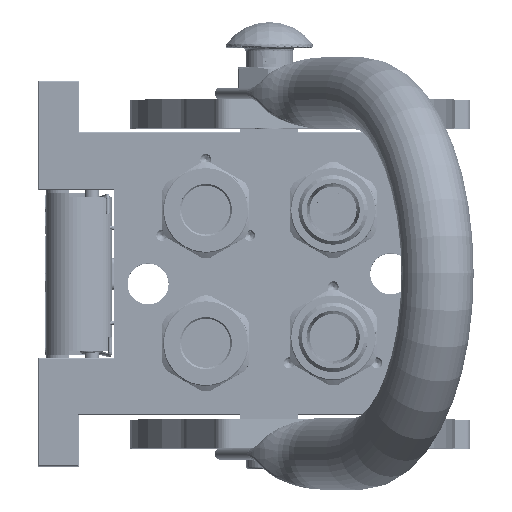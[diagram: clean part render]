
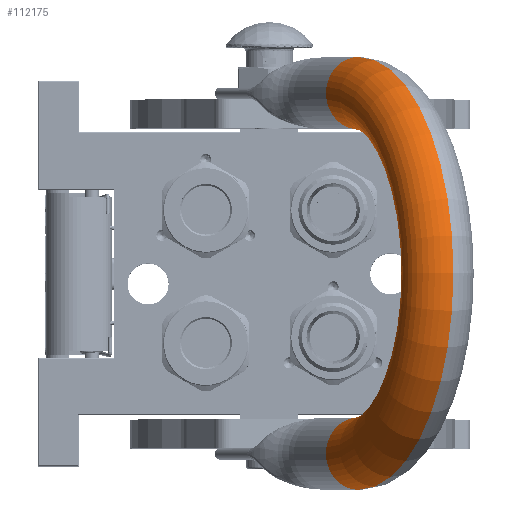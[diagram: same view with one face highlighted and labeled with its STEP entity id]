
A CAD part, top view. The second image highlights one B-rep face of the part: STEP entity #112175.
In plain terms, the highlighted toroidal (fillet/blend) face has major radius 62.25 mm and minor radius 12.5 mm.
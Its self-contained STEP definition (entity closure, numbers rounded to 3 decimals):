
#1367 = CARTESIAN_POINT ( 'NONE',  ( 74.75, 0., 25.25 ) ) ;
#13688 = CARTESIAN_POINT ( 'NONE',  ( 62.25, 0., 25.25 ) ) ;
#17685 = DIRECTION ( 'NONE',  ( -1., 0., 0. ) ) ;
#18880 = CIRCLE ( 'NONE', #110899, 74.75 ) ;
#18953 = DIRECTION ( 'NONE',  ( -1., 0., 0. ) ) ;
#20859 = CARTESIAN_POINT ( 'NONE',  ( 0., 0., 25.25 ) ) ;
#22662 = ORIENTED_EDGE ( 'NONE', *, *, #44920, .T. ) ;
#28209 = DIRECTION ( 'NONE',  ( 0., 0., 1. ) ) ;
#28679 = CARTESIAN_POINT ( 'NONE',  ( -62.25, 0., 25.25 ) ) ;
#35634 = AXIS2_PLACEMENT_3D ( 'NONE', #36023, #112323, #91204 ) ;
#36023 = CARTESIAN_POINT ( 'NONE',  ( 0., 0., 25.25 ) ) ;
#40036 = AXIS2_PLACEMENT_3D ( 'NONE', #28679, #28209, #17685 ) ;
#40465 = DIRECTION ( 'NONE',  ( 0., 1., 0. ) ) ;
#42982 = DIRECTION ( 'NONE',  ( -1., 0., 0. ) ) ;
#44199 = CIRCLE ( 'NONE', #56815, 12.5 ) ;
#44920 = EDGE_CURVE ( 'NONE', #108343, #120627, #128627, .T. ) ;
#45104 = EDGE_CURVE ( 'NONE', #108343, #100416, #18880, .T. ) ;
#51912 = EDGE_CURVE ( 'NONE', #120627, #104601, #131907, .T. ) ;
#56815 = AXIS2_PLACEMENT_3D ( 'NONE', #13688, #89405, #78353 ) ;
#65007 = DIRECTION ( 'NONE',  ( 0., 1., 0. ) ) ;
#69759 = CARTESIAN_POINT ( 'NONE',  ( -49.75, 0., 25.25 ) ) ;
#73349 = EDGE_CURVE ( 'NONE', #100416, #104601, #44199, .T. ) ;
#76019 = ORIENTED_EDGE ( 'NONE', *, *, #45104, .F. ) ;
#78353 = DIRECTION ( 'NONE',  ( 1., 0., 0. ) ) ;
#86646 = CARTESIAN_POINT ( 'NONE',  ( 0., 0., 25.25 ) ) ;
#89405 = DIRECTION ( 'NONE',  ( 0., 0., -1. ) ) ;
#91204 = DIRECTION ( 'NONE',  ( 1., 0., 0. ) ) ;
#92494 = FACE_OUTER_BOUND ( 'NONE', #124568, .T. ) ;
#99656 = ORIENTED_EDGE ( 'NONE', *, *, #51912, .T. ) ;
#99980 = ORIENTED_EDGE ( 'NONE', *, *, #73349, .F. ) ;
#100416 = VERTEX_POINT ( 'NONE', #1367 ) ;
#104601 = VERTEX_POINT ( 'NONE', #116163 ) ;
#108343 = VERTEX_POINT ( 'NONE', #126036 ) ;
#110899 = AXIS2_PLACEMENT_3D ( 'NONE', #86646, #65007, #42982 ) ;
#112175 = ADVANCED_FACE ( 'NONE', ( #92494 ), #128487, .T. ) ;
#112323 = DIRECTION ( 'NONE',  ( 0., 1., 0. ) ) ;
#114203 = AXIS2_PLACEMENT_3D ( 'NONE', #20859, #40465, #18953 ) ;
#116163 = CARTESIAN_POINT ( 'NONE',  ( 49.75, 0., 25.25 ) ) ;
#120627 = VERTEX_POINT ( 'NONE', #69759 ) ;
#124568 = EDGE_LOOP ( 'NONE', ( #99656, #99980, #76019, #22662 ) ) ;
#126036 = CARTESIAN_POINT ( 'NONE',  ( -74.75, 0., 25.25 ) ) ;
#128487 = TOROIDAL_SURFACE ( 'NONE', #35634, 62.25, 12.5 ) ;
#128627 = CIRCLE ( 'NONE', #40036, 12.5 ) ;
#131907 = CIRCLE ( 'NONE', #114203, 49.75 ) ;
